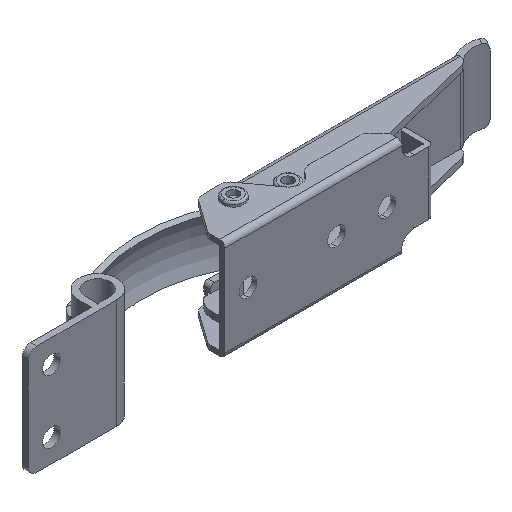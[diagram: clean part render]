
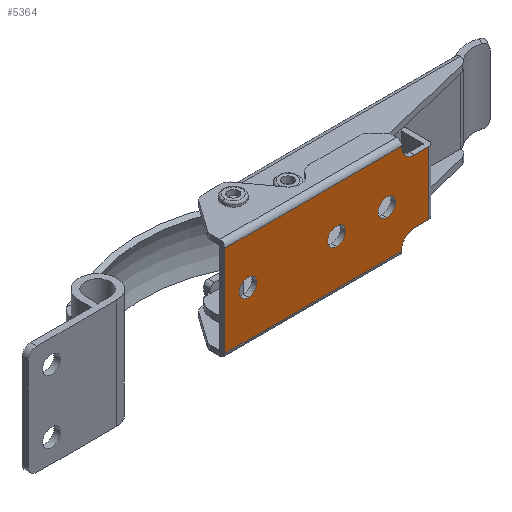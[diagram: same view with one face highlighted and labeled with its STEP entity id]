
A CAD part, isometric view. The second image highlights one B-rep face of the part: STEP entity #5364.
In plain terms, the highlighted planar face has unit normal (0, -1, 0).
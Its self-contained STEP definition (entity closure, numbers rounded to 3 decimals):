
#1 = DIRECTION ( 'NONE',  ( 0., 0., 1. ) ) ;
#71 = PLANE ( 'NONE',  #13142 ) ;
#138 = VERTEX_POINT ( 'NONE', #12244 ) ;
#237 = EDGE_CURVE ( 'NONE', #3726, #8939, #12576, .T. ) ;
#281 = LINE ( 'NONE', #4214, #1575 ) ;
#346 = CARTESIAN_POINT ( 'NONE',  ( 38.4, -8., -7.5 ) ) ;
#648 = CARTESIAN_POINT ( 'NONE',  ( -4.5, -8., 2.1 ) ) ;
#654 = CARTESIAN_POINT ( 'NONE',  ( -10., -8., 10.8 ) ) ;
#675 = VECTOR ( 'NONE', #1971, 1000. ) ;
#879 = ORIENTED_EDGE ( 'NONE', *, *, #10703, .T. ) ;
#920 = CARTESIAN_POINT ( 'NONE',  ( 32., -8., 12. ) ) ;
#957 = CARTESIAN_POINT ( 'NONE',  ( 28.5, -8., 0. ) ) ;
#1042 = EDGE_LOOP ( 'NONE', ( #4825, #10004 ) ) ;
#1196 = CARTESIAN_POINT ( 'NONE',  ( -4.5, -8., 0. ) ) ;
#1292 = DIRECTION ( 'NONE',  ( 0., 0., 1. ) ) ;
#1575 = VECTOR ( 'NONE', #11224, 1000. ) ;
#1764 = CIRCLE ( 'NONE', #4708, 2.1 ) ;
#1783 = AXIS2_PLACEMENT_3D ( 'NONE', #5383, #8271, #10300 ) ;
#1912 = CARTESIAN_POINT ( 'NONE',  ( 35., -8., 7.5 ) ) ;
#1921 = VERTEX_POINT ( 'NONE', #12219 ) ;
#1951 = LINE ( 'NONE', #6051, #675 ) ;
#1971 = DIRECTION ( 'NONE',  ( 0., 0., -1. ) ) ;
#2045 = VECTOR ( 'NONE', #1, 1000. ) ;
#2142 = FACE_OUTER_BOUND ( 'NONE', #9921, .T. ) ;
#2163 = VECTOR ( 'NONE', #9714, 1000. ) ;
#2226 = DIRECTION ( 'NONE',  ( 0., 1., 0. ) ) ;
#2403 = LINE ( 'NONE', #3438, #3847 ) ;
#2432 = DIRECTION ( 'NONE',  ( 0., 0., 1. ) ) ;
#2522 = VERTEX_POINT ( 'NONE', #5146 ) ;
#2565 = EDGE_CURVE ( 'NONE', #5854, #11427, #281, .T. ) ;
#2624 = FACE_BOUND ( 'NONE', #9643, .T. ) ;
#2749 = CARTESIAN_POINT ( 'NONE',  ( 16.5, -8., -2.1 ) ) ;
#2798 = EDGE_CURVE ( 'NONE', #2916, #12005, #10921, .T. ) ;
#2819 = CARTESIAN_POINT ( 'NONE',  ( -10., -8., -10.8 ) ) ;
#2843 = DIRECTION ( 'NONE',  ( 0., 1., 0. ) ) ;
#2916 = VERTEX_POINT ( 'NONE', #2749 ) ;
#2994 = VECTOR ( 'NONE', #4451, 1000. ) ;
#3157 = DIRECTION ( 'NONE',  ( 0., 1., 0. ) ) ;
#3295 = VECTOR ( 'NONE', #12135, 1000. ) ;
#3424 = FACE_BOUND ( 'NONE', #1042, .T. ) ;
#3434 = CARTESIAN_POINT ( 'NONE',  ( -4.5, -8., 0. ) ) ;
#3438 = CARTESIAN_POINT ( 'NONE',  ( 32., -8., -12. ) ) ;
#3503 = DIRECTION ( 'NONE',  ( 0., 1., 0. ) ) ;
#3577 = VERTEX_POINT ( 'NONE', #5806 ) ;
#3674 = EDGE_CURVE ( 'NONE', #5253, #5836, #9926, .T. ) ;
#3726 = VERTEX_POINT ( 'NONE', #5143 ) ;
#3759 = FACE_BOUND ( 'NONE', #12933, .T. ) ;
#3847 = VECTOR ( 'NONE', #1292, 1000. ) ;
#3864 = DIRECTION ( 'NONE',  ( 0., 1., 0. ) ) ;
#3906 = CARTESIAN_POINT ( 'NONE',  ( 35., -8., 10.5 ) ) ;
#3941 = AXIS2_PLACEMENT_3D ( 'NONE', #3434, #7407, #12651 ) ;
#3942 = VERTEX_POINT ( 'NONE', #11651 ) ;
#3995 = DIRECTION ( 'NONE',  ( 0., 0., 1. ) ) ;
#4017 = AXIS2_PLACEMENT_3D ( 'NONE', #3906, #2843, #4924 ) ;
#4175 = CARTESIAN_POINT ( 'NONE',  ( -10., -8., 12. ) ) ;
#4214 = CARTESIAN_POINT ( 'NONE',  ( 39.6, -8., -7.5 ) ) ;
#4261 = CARTESIAN_POINT ( 'NONE',  ( 16.5, -8., 2.1 ) ) ;
#4451 = DIRECTION ( 'NONE',  ( -1., 0., 0. ) ) ;
#4682 = AXIS2_PLACEMENT_3D ( 'NONE', #10423, #3503, #8389 ) ;
#4705 = DIRECTION ( 'NONE',  ( 0., 1., 0. ) ) ;
#4708 = AXIS2_PLACEMENT_3D ( 'NONE', #957, #3864, #3995 ) ;
#4825 = ORIENTED_EDGE ( 'NONE', *, *, #8141, .T. ) ;
#4924 = DIRECTION ( 'NONE',  ( 0., 0., 1. ) ) ;
#4995 = AXIS2_PLACEMENT_3D ( 'NONE', #10743, #4705, #12814 ) ;
#5027 = LINE ( 'NONE', #12892, #2163 ) ;
#5143 = CARTESIAN_POINT ( 'NONE',  ( -4.5, -8., -2.1 ) ) ;
#5146 = CARTESIAN_POINT ( 'NONE',  ( 38.4, -8., 7.5 ) ) ;
#5253 = VERTEX_POINT ( 'NONE', #9878 ) ;
#5364 = ADVANCED_FACE ( 'NONE', ( #3759, #3424, #2624, #2142 ), #71, .F. ) ;
#5383 = CARTESIAN_POINT ( 'NONE',  ( 16.5, -8., 0. ) ) ;
#5600 = EDGE_CURVE ( 'NONE', #3577, #5854, #10509, .T. ) ;
#5608 = VERTEX_POINT ( 'NONE', #654 ) ;
#5806 = CARTESIAN_POINT ( 'NONE',  ( 32., -8., -10.5 ) ) ;
#5836 = VERTEX_POINT ( 'NONE', #7120 ) ;
#5854 = VERTEX_POINT ( 'NONE', #11047 ) ;
#5870 = EDGE_CURVE ( 'NONE', #5836, #5608, #10408, .T. ) ;
#6051 = CARTESIAN_POINT ( 'NONE',  ( -10., -8., 12. ) ) ;
#6173 = DIRECTION ( 'NONE',  ( 0., 0., 1. ) ) ;
#6239 = CIRCLE ( 'NONE', #4682, 2.1 ) ;
#6322 = DIRECTION ( 'NONE',  ( 0., 0., 1. ) ) ;
#6544 = EDGE_CURVE ( 'NONE', #11427, #2522, #11058, .T. ) ;
#6548 = CIRCLE ( 'NONE', #4017, 3. ) ;
#6749 = ORIENTED_EDGE ( 'NONE', *, *, #9737, .T. ) ;
#6800 = VERTEX_POINT ( 'NONE', #2819 ) ;
#6889 = VERTEX_POINT ( 'NONE', #1912 ) ;
#7015 = CARTESIAN_POINT ( 'NONE',  ( -10., -8., -10.8 ) ) ;
#7092 = ORIENTED_EDGE ( 'NONE', *, *, #9058, .T. ) ;
#7120 = CARTESIAN_POINT ( 'NONE',  ( 32., -8., 10.8 ) ) ;
#7250 = ORIENTED_EDGE ( 'NONE', *, *, #8715, .T. ) ;
#7274 = ORIENTED_EDGE ( 'NONE', *, *, #7312, .T. ) ;
#7312 = EDGE_CURVE ( 'NONE', #2522, #6889, #5027, .T. ) ;
#7407 = DIRECTION ( 'NONE',  ( 0., 1., 0. ) ) ;
#7566 = CARTESIAN_POINT ( 'NONE',  ( 16.5, -8., 0. ) ) ;
#8107 = CARTESIAN_POINT ( 'NONE',  ( 38.4, -8., 12. ) ) ;
#8141 = EDGE_CURVE ( 'NONE', #12005, #2916, #12451, .T. ) ;
#8181 = ORIENTED_EDGE ( 'NONE', *, *, #3674, .T. ) ;
#8271 = DIRECTION ( 'NONE',  ( 0., 1., 0. ) ) ;
#8317 = ORIENTED_EDGE ( 'NONE', *, *, #11439, .T. ) ;
#8389 = DIRECTION ( 'NONE',  ( 0., 0., 1. ) ) ;
#8420 = VECTOR ( 'NONE', #11071, 1000. ) ;
#8456 = CARTESIAN_POINT ( 'NONE',  ( -10., -8., 10.8 ) ) ;
#8479 = DIRECTION ( 'NONE',  ( 0., 1., 0. ) ) ;
#8715 = EDGE_CURVE ( 'NONE', #3942, #1921, #6239, .T. ) ;
#8939 = VERTEX_POINT ( 'NONE', #648 ) ;
#8969 = ORIENTED_EDGE ( 'NONE', *, *, #2565, .T. ) ;
#9058 = EDGE_CURVE ( 'NONE', #6889, #5253, #6548, .T. ) ;
#9306 = ORIENTED_EDGE ( 'NONE', *, *, #6544, .T. ) ;
#9474 = EDGE_CURVE ( 'NONE', #5608, #6800, #1951, .T. ) ;
#9480 = EDGE_CURVE ( 'NONE', #6800, #138, #9688, .T. ) ;
#9643 = EDGE_LOOP ( 'NONE', ( #6749, #9808 ) ) ;
#9688 = LINE ( 'NONE', #7015, #8420 ) ;
#9714 = DIRECTION ( 'NONE',  ( -1., 0., 0. ) ) ;
#9737 = EDGE_CURVE ( 'NONE', #8939, #3726, #10810, .T. ) ;
#9808 = ORIENTED_EDGE ( 'NONE', *, *, #237, .T. ) ;
#9878 = CARTESIAN_POINT ( 'NONE',  ( 32., -8., 10.5 ) ) ;
#9921 = EDGE_LOOP ( 'NONE', ( #9960, #9925, #8317, #10256, #8969, #9306, #7274, #7092, #8181, #12116 ) ) ;
#9925 = ORIENTED_EDGE ( 'NONE', *, *, #9480, .T. ) ;
#9926 = LINE ( 'NONE', #920, #3295 ) ;
#9928 = AXIS2_PLACEMENT_3D ( 'NONE', #1196, #2226, #6173 ) ;
#9960 = ORIENTED_EDGE ( 'NONE', *, *, #9474, .T. ) ;
#10004 = ORIENTED_EDGE ( 'NONE', *, *, #2798, .T. ) ;
#10256 = ORIENTED_EDGE ( 'NONE', *, *, #5600, .T. ) ;
#10300 = DIRECTION ( 'NONE',  ( 0., 0., 1. ) ) ;
#10408 = LINE ( 'NONE', #8456, #2994 ) ;
#10423 = CARTESIAN_POINT ( 'NONE',  ( 28.5, -8., 0. ) ) ;
#10445 = AXIS2_PLACEMENT_3D ( 'NONE', #7566, #8479, #2432 ) ;
#10509 = CIRCLE ( 'NONE', #4995, 3. ) ;
#10703 = EDGE_CURVE ( 'NONE', #1921, #3942, #1764, .T. ) ;
#10743 = CARTESIAN_POINT ( 'NONE',  ( 35., -8., -10.5 ) ) ;
#10810 = CIRCLE ( 'NONE', #3941, 2.1 ) ;
#10921 = CIRCLE ( 'NONE', #10445, 2.1 ) ;
#11047 = CARTESIAN_POINT ( 'NONE',  ( 35., -8., -7.5 ) ) ;
#11058 = LINE ( 'NONE', #8107, #2045 ) ;
#11071 = DIRECTION ( 'NONE',  ( 1., 0., 0. ) ) ;
#11224 = DIRECTION ( 'NONE',  ( 1., 0., 0. ) ) ;
#11427 = VERTEX_POINT ( 'NONE', #346 ) ;
#11439 = EDGE_CURVE ( 'NONE', #138, #3577, #2403, .T. ) ;
#11651 = CARTESIAN_POINT ( 'NONE',  ( 28.5, -8., 2.1 ) ) ;
#12005 = VERTEX_POINT ( 'NONE', #4261 ) ;
#12116 = ORIENTED_EDGE ( 'NONE', *, *, #5870, .T. ) ;
#12135 = DIRECTION ( 'NONE',  ( 0., 0., 1. ) ) ;
#12219 = CARTESIAN_POINT ( 'NONE',  ( 28.5, -8., -2.1 ) ) ;
#12244 = CARTESIAN_POINT ( 'NONE',  ( 32., -8., -10.8 ) ) ;
#12451 = CIRCLE ( 'NONE', #1783, 2.1 ) ;
#12576 = CIRCLE ( 'NONE', #9928, 2.1 ) ;
#12651 = DIRECTION ( 'NONE',  ( 0., 0., 1. ) ) ;
#12814 = DIRECTION ( 'NONE',  ( 0., 0., 1. ) ) ;
#12892 = CARTESIAN_POINT ( 'NONE',  ( 39.6, -8., 7.5 ) ) ;
#12933 = EDGE_LOOP ( 'NONE', ( #7250, #879 ) ) ;
#13142 = AXIS2_PLACEMENT_3D ( 'NONE', #4175, #3157, #6322 ) ;
